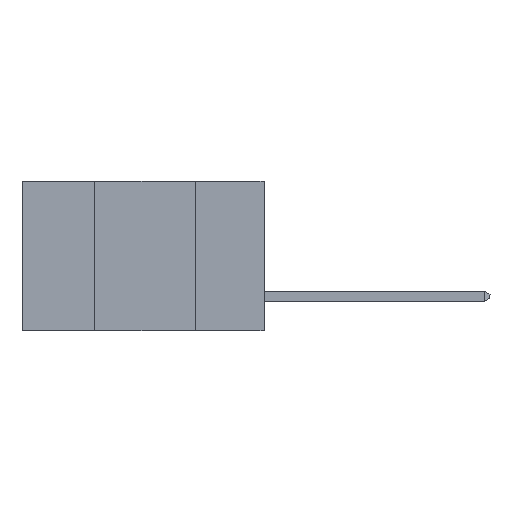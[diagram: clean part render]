
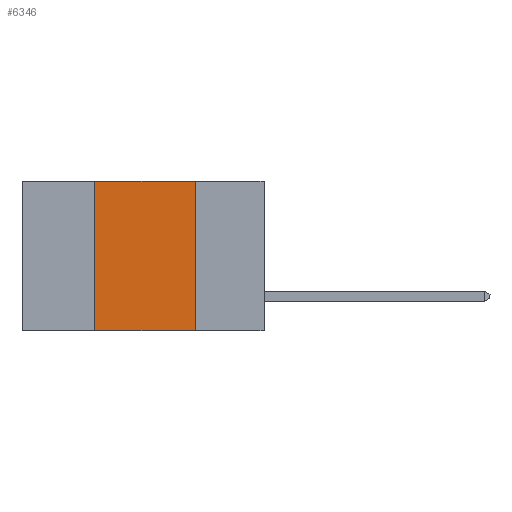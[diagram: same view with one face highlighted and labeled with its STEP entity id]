
A CAD part, left-side view. The second image highlights one B-rep face of the part: STEP entity #6346.
In plain terms, the highlighted planar face has unit normal (-1, 0, 0).
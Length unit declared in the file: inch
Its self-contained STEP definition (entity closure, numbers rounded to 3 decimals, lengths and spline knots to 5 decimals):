
#748 = CARTESIAN_POINT ( 'NONE',  ( 0., 0.42, -0.37 ) ) ;
#779 = PLANE ( 'NONE',  #9856 ) ;
#875 = VECTOR ( 'NONE', #1815, 39.37008 ) ;
#965 = CARTESIAN_POINT ( 'NONE',  ( 0., 0.17, -0.37 ) ) ;
#1120 = LINE ( 'NONE', #965, #875 ) ;
#1477 = CARTESIAN_POINT ( 'NONE',  ( 0., 0.6, -0.37 ) ) ;
#1815 = DIRECTION ( 'NONE',  ( 0., 0., -1. ) ) ;
#2282 = EDGE_CURVE ( 'NONE', #5266, #3347, #5052, .T. ) ;
#2289 = EDGE_CURVE ( 'NONE', #3347, #8095, #2360, .T. ) ;
#2360 = LINE ( 'NONE', #3388, #9281 ) ;
#2831 = CARTESIAN_POINT ( 'NONE',  ( 0., 0.17, -0.37 ) ) ;
#2981 = CARTESIAN_POINT ( 'NONE',  ( 0., 0.42, 0. ) ) ;
#3347 = VERTEX_POINT ( 'NONE', #2981 ) ;
#3388 = CARTESIAN_POINT ( 'NONE',  ( 0., 0.6, 0. ) ) ;
#3461 = CARTESIAN_POINT ( 'NONE',  ( 0., 0.17, 0. ) ) ;
#3601 = EDGE_CURVE ( 'NONE', #5266, #5649, #6366, .T. ) ;
#4207 = EDGE_CURVE ( 'NONE', #8095, #5649, #1120, .T. ) ;
#4242 = CARTESIAN_POINT ( 'NONE',  ( 0., 0.42, -0.37 ) ) ;
#4256 = EDGE_LOOP ( 'NONE', ( #7668, #10530, #10496, #10094 ) ) ;
#5052 = LINE ( 'NONE', #4242, #6879 ) ;
#5072 = DIRECTION ( 'NONE',  ( 0., 0., -1. ) ) ;
#5266 = VERTEX_POINT ( 'NONE', #748 ) ;
#5649 = VERTEX_POINT ( 'NONE', #2831 ) ;
#6346 = ADVANCED_FACE ( 'NONE', ( #7447 ), #779, .F. ) ;
#6366 = LINE ( 'NONE', #1477, #9977 ) ;
#6530 = DIRECTION ( 'NONE',  ( 1., 0., 0. ) ) ;
#6671 = DIRECTION ( 'NONE',  ( 0., -1., 0. ) ) ;
#6879 = VECTOR ( 'NONE', #10646, 39.37008 ) ;
#7342 = CARTESIAN_POINT ( 'NONE',  ( 0., 0.6, 0. ) ) ;
#7447 = FACE_OUTER_BOUND ( 'NONE', #4256, .T. ) ;
#7668 = ORIENTED_EDGE ( 'NONE', *, *, #4207, .F. ) ;
#8095 = VERTEX_POINT ( 'NONE', #3461 ) ;
#9281 = VECTOR ( 'NONE', #6671, 39.37008 ) ;
#9655 = DIRECTION ( 'NONE',  ( 0., -1., 0. ) ) ;
#9856 = AXIS2_PLACEMENT_3D ( 'NONE', #7342, #6530, #5072 ) ;
#9977 = VECTOR ( 'NONE', #9655, 39.37008 ) ;
#10094 = ORIENTED_EDGE ( 'NONE', *, *, #3601, .T. ) ;
#10496 = ORIENTED_EDGE ( 'NONE', *, *, #2282, .F. ) ;
#10530 = ORIENTED_EDGE ( 'NONE', *, *, #2289, .F. ) ;
#10646 = DIRECTION ( 'NONE',  ( 0., 0., 1. ) ) ;
